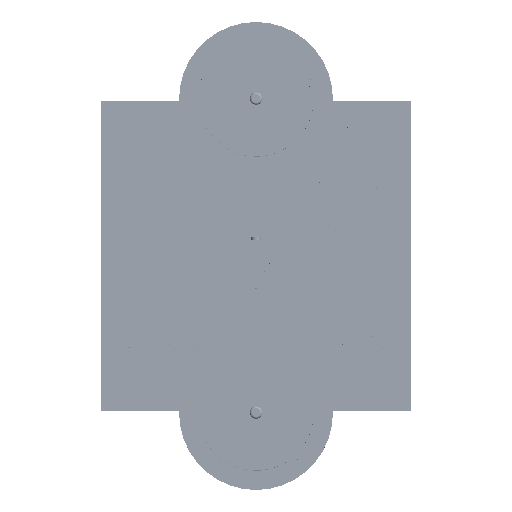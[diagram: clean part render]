
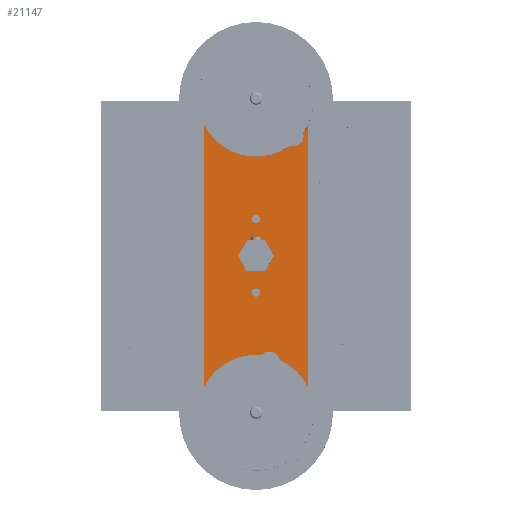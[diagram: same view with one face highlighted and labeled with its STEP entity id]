
A CAD part, top view. The second image highlights one B-rep face of the part: STEP entity #21147.
In plain terms, the highlighted planar face has unit normal (0, 0, 1).
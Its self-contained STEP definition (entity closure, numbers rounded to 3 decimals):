
#1904=FACE_BOUND('',#5219,.T.);
#1905=FACE_BOUND('',#5220,.T.);
#1906=FACE_BOUND('',#5221,.T.);
#1907=FACE_BOUND('',#5222,.T.);
#1908=FACE_BOUND('',#5223,.T.);
#1909=FACE_BOUND('',#5224,.T.);
#1910=FACE_BOUND('',#5225,.T.);
#1911=FACE_BOUND('',#5226,.T.);
#1912=FACE_BOUND('',#5227,.T.);
#1913=FACE_BOUND('',#5228,.T.);
#1914=FACE_BOUND('',#5229,.T.);
#1915=FACE_BOUND('',#5230,.T.);
#1916=FACE_BOUND('',#5231,.T.);
#2235=PLANE('',#23790);
#3675=FACE_OUTER_BOUND('',#5218,.T.);
#5218=EDGE_LOOP('',(#17415,#17416,#17417,#17418,#17419,#17420,#17421,#17422));
#5219=EDGE_LOOP('',(#17423));
#5220=EDGE_LOOP('',(#17424));
#5221=EDGE_LOOP('',(#17425));
#5222=EDGE_LOOP('',(#17426));
#5223=EDGE_LOOP('',(#17427));
#5224=EDGE_LOOP('',(#17428));
#5225=EDGE_LOOP('',(#17429));
#5226=EDGE_LOOP('',(#17430));
#5227=EDGE_LOOP('',(#17431));
#5228=EDGE_LOOP('',(#17432));
#5229=EDGE_LOOP('',(#17433,#17434,#17435,#17436));
#5230=EDGE_LOOP('',(#17437));
#5231=EDGE_LOOP('',(#17438));
#6618=LINE('',#35431,#7971);
#6624=LINE('',#35442,#7977);
#6634=LINE('',#35490,#7987);
#6637=LINE('',#35495,#7990);
#6639=LINE('',#35499,#7992);
#6641=LINE('',#35503,#7994);
#6657=LINE('',#35561,#8010);
#6659=LINE('',#35565,#8012);
#6661=LINE('',#35568,#8014);
#6662=LINE('',#35570,#8015);
#6663=LINE('',#35572,#8016);
#7971=VECTOR('',#28427,10.);
#7977=VECTOR('',#28435,10.);
#7987=VECTOR('',#28475,10.);
#7990=VECTOR('',#28480,10.);
#7992=VECTOR('',#28484,10.);
#7994=VECTOR('',#28488,10.);
#8010=VECTOR('',#28558,10.);
#8012=VECTOR('',#28562,10.);
#8014=VECTOR('',#28566,10.);
#8015=VECTOR('',#28569,10.);
#8016=VECTOR('',#28572,10.);
#9449=CIRCLE('',#23760,4.);
#9450=CIRCLE('',#23762,4.);
#9451=CIRCLE('',#23764,4.5);
#9452=CIRCLE('',#23766,4.5);
#9453=CIRCLE('',#23768,4.5);
#9454=CIRCLE('',#23770,4.5);
#9455=CIRCLE('',#23772,4.5);
#9456=CIRCLE('',#23774,4.5);
#9457=CIRCLE('',#23776,4.5);
#9458=CIRCLE('',#23778,4.5);
#9459=CIRCLE('',#23780,30.);
#9460=CIRCLE('',#23782,30.);
#9461=CIRCLE('',#23784,15.);
#10990=VERTEX_POINT('',#35429);
#10991=VERTEX_POINT('',#35430);
#10995=VERTEX_POINT('',#35440);
#11017=VERTEX_POINT('',#35488);
#11018=VERTEX_POINT('',#35489);
#11019=VERTEX_POINT('',#35494);
#11020=VERTEX_POINT('',#35498);
#11021=VERTEX_POINT('',#35502);
#11022=VERTEX_POINT('',#35506);
#11023=VERTEX_POINT('',#35510);
#11024=VERTEX_POINT('',#35514);
#11025=VERTEX_POINT('',#35518);
#11026=VERTEX_POINT('',#35522);
#11027=VERTEX_POINT('',#35526);
#11028=VERTEX_POINT('',#35530);
#11029=VERTEX_POINT('',#35534);
#11030=VERTEX_POINT('',#35538);
#11031=VERTEX_POINT('',#35542);
#11032=VERTEX_POINT('',#35546);
#11033=VERTEX_POINT('',#35550);
#11034=VERTEX_POINT('',#35554);
#11035=VERTEX_POINT('',#35556);
#11036=VERTEX_POINT('',#35560);
#11037=VERTEX_POINT('',#35564);
#13250=EDGE_CURVE('',#10990,#10991,#6618,.T.);
#13256=EDGE_CURVE('',#10990,#10995,#6624,.T.);
#13279=EDGE_CURVE('',#11017,#11018,#6634,.T.);
#13282=EDGE_CURVE('',#11019,#11018,#6637,.T.);
#13284=EDGE_CURVE('',#11019,#11020,#6639,.T.);
#13286=EDGE_CURVE('',#11021,#10995,#6641,.T.);
#13288=EDGE_CURVE('',#11022,#11022,#9449,.T.);
#13290=EDGE_CURVE('',#11023,#11023,#9450,.T.);
#13292=EDGE_CURVE('',#11024,#11024,#9451,.T.);
#13294=EDGE_CURVE('',#11025,#11025,#9452,.T.);
#13296=EDGE_CURVE('',#11026,#11026,#9453,.T.);
#13298=EDGE_CURVE('',#11027,#11027,#9454,.T.);
#13300=EDGE_CURVE('',#11028,#11028,#9455,.T.);
#13302=EDGE_CURVE('',#11029,#11029,#9456,.T.);
#13304=EDGE_CURVE('',#11030,#11030,#9457,.T.);
#13306=EDGE_CURVE('',#11031,#11031,#9458,.T.);
#13308=EDGE_CURVE('',#11032,#11032,#9459,.T.);
#13310=EDGE_CURVE('',#11033,#11033,#9460,.T.);
#13313=EDGE_CURVE('',#11035,#11034,#9461,.T.);
#13315=EDGE_CURVE('',#11036,#11035,#6657,.T.);
#13317=EDGE_CURVE('',#11037,#11036,#6659,.T.);
#13319=EDGE_CURVE('',#11034,#11037,#6661,.T.);
#13320=EDGE_CURVE('',#11017,#10991,#6662,.T.);
#13321=EDGE_CURVE('',#11021,#11020,#6663,.T.);
#17415=ORIENTED_EDGE('',*,*,#13250,.F.);
#17416=ORIENTED_EDGE('',*,*,#13256,.T.);
#17417=ORIENTED_EDGE('',*,*,#13286,.F.);
#17418=ORIENTED_EDGE('',*,*,#13321,.T.);
#17419=ORIENTED_EDGE('',*,*,#13284,.F.);
#17420=ORIENTED_EDGE('',*,*,#13282,.T.);
#17421=ORIENTED_EDGE('',*,*,#13279,.F.);
#17422=ORIENTED_EDGE('',*,*,#13320,.T.);
#17423=ORIENTED_EDGE('',*,*,#13288,.T.);
#17424=ORIENTED_EDGE('',*,*,#13290,.T.);
#17425=ORIENTED_EDGE('',*,*,#13292,.T.);
#17426=ORIENTED_EDGE('',*,*,#13294,.T.);
#17427=ORIENTED_EDGE('',*,*,#13296,.T.);
#17428=ORIENTED_EDGE('',*,*,#13298,.T.);
#17429=ORIENTED_EDGE('',*,*,#13300,.T.);
#17430=ORIENTED_EDGE('',*,*,#13302,.T.);
#17431=ORIENTED_EDGE('',*,*,#13304,.T.);
#17432=ORIENTED_EDGE('',*,*,#13306,.T.);
#17433=ORIENTED_EDGE('',*,*,#13319,.T.);
#17434=ORIENTED_EDGE('',*,*,#13317,.T.);
#17435=ORIENTED_EDGE('',*,*,#13315,.T.);
#17436=ORIENTED_EDGE('',*,*,#13313,.T.);
#17437=ORIENTED_EDGE('',*,*,#13310,.T.);
#17438=ORIENTED_EDGE('',*,*,#13308,.T.);
#21147=ADVANCED_FACE('',(#3675,#1904,#1905,#1906,#1907,#1908,#1909,#1910,
#1911,#1912,#1913,#1914,#1915,#1916),#2235,.T.);
#23760=AXIS2_PLACEMENT_3D('',#35507,#28492,#28493);
#23762=AXIS2_PLACEMENT_3D('',#35511,#28497,#28498);
#23764=AXIS2_PLACEMENT_3D('',#35515,#28502,#28503);
#23766=AXIS2_PLACEMENT_3D('',#35519,#28507,#28508);
#23768=AXIS2_PLACEMENT_3D('',#35523,#28512,#28513);
#23770=AXIS2_PLACEMENT_3D('',#35527,#28517,#28518);
#23772=AXIS2_PLACEMENT_3D('',#35531,#28522,#28523);
#23774=AXIS2_PLACEMENT_3D('',#35535,#28527,#28528);
#23776=AXIS2_PLACEMENT_3D('',#35539,#28532,#28533);
#23778=AXIS2_PLACEMENT_3D('',#35543,#28537,#28538);
#23780=AXIS2_PLACEMENT_3D('',#35547,#28542,#28543);
#23782=AXIS2_PLACEMENT_3D('',#35551,#28547,#28548);
#23784=AXIS2_PLACEMENT_3D('',#35557,#28553,#28554);
#23790=AXIS2_PLACEMENT_3D('',#35573,#28573,#28574);
#28427=DIRECTION('',(0.707,-0.707,0.));
#28435=DIRECTION('',(-1.,0.,0.));
#28475=DIRECTION('',(-0.707,-0.707,0.));
#28480=DIRECTION('',(1.,0.,0.));
#28484=DIRECTION('',(-0.707,0.707,0.));
#28488=DIRECTION('',(0.707,0.707,0.));
#28492=DIRECTION('center_axis',(0.,0.,-1.));
#28493=DIRECTION('ref_axis',(1.,0.,0.));
#28497=DIRECTION('center_axis',(0.,0.,-1.));
#28498=DIRECTION('ref_axis',(1.,0.,0.));
#28502=DIRECTION('center_axis',(0.,0.,-1.));
#28503=DIRECTION('ref_axis',(1.,0.,0.));
#28507=DIRECTION('center_axis',(0.,0.,-1.));
#28508=DIRECTION('ref_axis',(1.,0.,0.));
#28512=DIRECTION('center_axis',(0.,0.,-1.));
#28513=DIRECTION('ref_axis',(1.,0.,0.));
#28517=DIRECTION('center_axis',(0.,0.,-1.));
#28518=DIRECTION('ref_axis',(1.,0.,0.));
#28522=DIRECTION('center_axis',(0.,0.,-1.));
#28523=DIRECTION('ref_axis',(1.,0.,0.));
#28527=DIRECTION('center_axis',(0.,0.,-1.));
#28528=DIRECTION('ref_axis',(1.,0.,0.));
#28532=DIRECTION('center_axis',(0.,0.,-1.));
#28533=DIRECTION('ref_axis',(1.,0.,0.));
#28537=DIRECTION('center_axis',(0.,0.,-1.));
#28538=DIRECTION('ref_axis',(1.,0.,0.));
#28542=DIRECTION('center_axis',(0.,0.,-1.));
#28543=DIRECTION('ref_axis',(0.,-1.,0.));
#28547=DIRECTION('center_axis',(0.,0.,-1.));
#28548=DIRECTION('ref_axis',(0.,-1.,0.));
#28553=DIRECTION('center_axis',(0.,0.,-1.));
#28554=DIRECTION('ref_axis',(-1.,0.,0.));
#28558=DIRECTION('',(0.,-1.,0.));
#28562=DIRECTION('',(1.,0.,0.));
#28566=DIRECTION('',(0.,1.,0.));
#28569=DIRECTION('',(0.,1.,0.));
#28572=DIRECTION('',(0.,-1.,0.));
#28573=DIRECTION('center_axis',(0.,0.,1.));
#28574=DIRECTION('ref_axis',(-1.,0.,0.));
#35429=CARTESIAN_POINT('',(15.,198.,161.5));
#35430=CARTESIAN_POINT('',(50.,163.,161.5));
#35431=CARTESIAN_POINT('',(69.5,143.5,161.5));
#35440=CARTESIAN_POINT('',(-15.,198.,161.5));
#35442=CARTESIAN_POINT('',(-50.,198.,161.5));
#35488=CARTESIAN_POINT('',(50.,-163.,161.5));
#35489=CARTESIAN_POINT('',(15.,-198.,161.5));
#35490=CARTESIAN_POINT('',(69.5,-143.5,161.5));
#35494=CARTESIAN_POINT('',(-15.,-198.,161.5));
#35495=CARTESIAN_POINT('',(50.,-198.,161.5));
#35498=CARTESIAN_POINT('',(-50.,-163.,161.5));
#35499=CARTESIAN_POINT('',(-69.5,-143.5,161.5));
#35502=CARTESIAN_POINT('',(-50.,163.,161.5));
#35503=CARTESIAN_POINT('',(-69.5,143.5,161.5));
#35506=CARTESIAN_POINT('',(-4.,35.5,161.5));
#35507=CARTESIAN_POINT('Origin',(0.,35.5,161.5));
#35510=CARTESIAN_POINT('',(-4.,-35.5,161.5));
#35511=CARTESIAN_POINT('Origin',(0.,-35.5,161.5));
#35514=CARTESIAN_POINT('',(33.,152.,161.5));
#35515=CARTESIAN_POINT('Origin',(37.5,152.,161.5));
#35518=CARTESIAN_POINT('',(-4.5,114.5,161.5));
#35519=CARTESIAN_POINT('Origin',(0.,114.5,
161.5));
#35522=CARTESIAN_POINT('',(-4.5,-189.5,161.5));
#35523=CARTESIAN_POINT('Origin',(0.,-189.5,161.5));
#35526=CARTESIAN_POINT('',(-42.,-152.,161.5));
#35527=CARTESIAN_POINT('Origin',(-37.5,-152.,161.5));
#35530=CARTESIAN_POINT('',(-4.5,-114.5,161.5));
#35531=CARTESIAN_POINT('Origin',(0.,-114.5,
161.5));
#35534=CARTESIAN_POINT('',(33.,-152.,161.5));
#35535=CARTESIAN_POINT('Origin',(37.5,-152.,161.5));
#35538=CARTESIAN_POINT('',(-42.,152.,161.5));
#35539=CARTESIAN_POINT('Origin',(-37.5,152.,161.5));
#35542=CARTESIAN_POINT('',(-4.5,189.5,161.5));
#35543=CARTESIAN_POINT('Origin',(0.,189.5,161.5));
#35546=CARTESIAN_POINT('',(0.,-122.,161.5));
#35547=CARTESIAN_POINT('Origin',(0.,-152.,161.5));
#35550=CARTESIAN_POINT('',(0.,182.,161.5));
#35551=CARTESIAN_POINT('Origin',(0.,152.,161.5));
#35554=CARTESIAN_POINT('',(-5.,14.142,161.5));
#35556=CARTESIAN_POINT('',(5.,14.142,161.5));
#35557=CARTESIAN_POINT('Origin',(0.,0.,
161.5));
#35560=CARTESIAN_POINT('',(5.,18.5,161.5));
#35561=CARTESIAN_POINT('',(5.,10.5,161.5));
#35564=CARTESIAN_POINT('',(-5.,18.5,161.5));
#35565=CARTESIAN_POINT('',(5.,18.5,161.5));
#35568=CARTESIAN_POINT('',(-5.,18.5,161.5));
#35570=CARTESIAN_POINT('',(50.,198.,161.5));
#35572=CARTESIAN_POINT('',(-50.,-198.,161.5));
#35573=CARTESIAN_POINT('Origin',(0.,0.,161.5));
